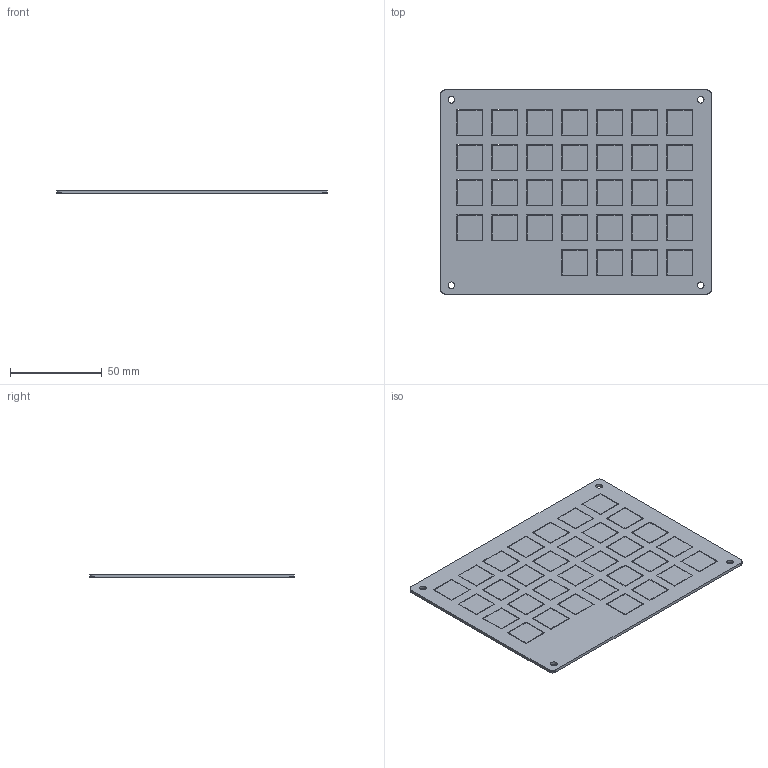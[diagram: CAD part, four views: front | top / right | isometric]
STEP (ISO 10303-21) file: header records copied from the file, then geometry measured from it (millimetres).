
FILE_DESCRIPTION(('KiCad electronic assembly'),'2;1');
FILE_NAME('11111_top-plate.STEP','2023-04-15T17:10:58',('Pcbnew'),( 'Kicad'),'Open CASCADE STEP processor 7.6','KiCad to STEP converter' ,'Unknown');
FILE_SCHEMA(('AUTOMOTIVE_DESIGN { 1 0 10303 214 1 1 1 1 }'));
Length unit declared in the file: millimetre
Products named in the file (2): 11111_top-plate 1; PCB
Assembly tree (1 placements, depth 2):
  11111_top-plate 1
    PCB
Bounding box: 147.36 x 111.06 x 1.58 mm (x, y, z)
Volume: 24943.8 mm3; surface area: 38064.3 mm2
Topology: 33 solids, 33 shells, 766 faces, 2100 edges, 1400 vertices
Faces by surface type: plane 762, cylinder 4
Full cylindrical faces by diameter (mm): 3.6 x4
Entity records: 51415 total; most frequent: CARTESIAN_POINT 8772, DIRECTION 7580, LINE 6028, VECTOR 6028, ORIENTED_EDGE 4200, PCURVE 4200, DEFINITIONAL_REPRESENTATION 4200, EDGE_CURVE 2100
